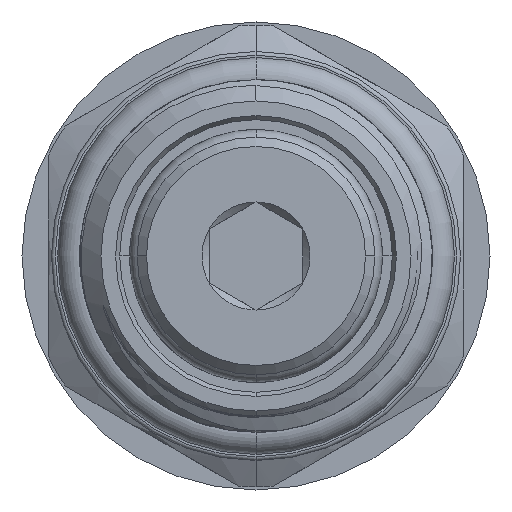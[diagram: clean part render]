
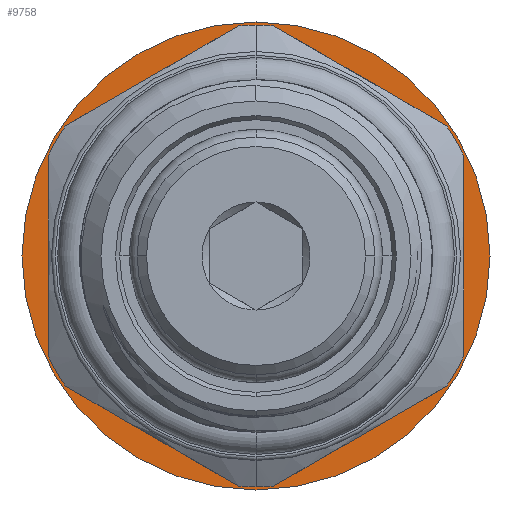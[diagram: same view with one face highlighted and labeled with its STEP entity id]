
A CAD part, left-side view. The second image highlights one B-rep face of the part: STEP entity #9758.
In plain terms, the highlighted planar face has unit normal (-1, 0, 0).
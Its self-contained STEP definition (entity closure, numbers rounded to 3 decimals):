
#160 = FACE_BOUND ( 'NONE', #7650, .T. ) ;
#302 = ORIENTED_EDGE ( 'NONE', *, *, #8948, .T. ) ;
#308 = DIRECTION ( 'NONE',  ( 0., -1., 0. ) ) ;
#371 = VERTEX_POINT ( 'NONE', #7292 ) ;
#804 = CARTESIAN_POINT ( 'NONE',  ( -22.25, 0., 0. ) ) ;
#912 = AXIS2_PLACEMENT_3D ( 'NONE', #804, #3390, #3311 ) ;
#987 = CIRCLE ( 'NONE', #4243, 10.725 ) ;
#1706 = DIRECTION ( 'NONE',  ( 0., -1., 0. ) ) ;
#1756 = CARTESIAN_POINT ( 'NONE',  ( -22.25, -12.5, 0. ) ) ;
#2045 = CIRCLE ( 'NONE', #10163, 10.725 ) ;
#2569 = DIRECTION ( 'NONE',  ( -1., 0., 0. ) ) ;
#3311 = DIRECTION ( 'NONE',  ( 0., -1., 0. ) ) ;
#3390 = DIRECTION ( 'NONE',  ( -1., 0., 0. ) ) ;
#3409 = DIRECTION ( 'NONE',  ( 1., 0., 0. ) ) ;
#4243 = AXIS2_PLACEMENT_3D ( 'NONE', #8500, #10235, #9462 ) ;
#4315 = CARTESIAN_POINT ( 'NONE',  ( -22.25, 0., 0. ) ) ;
#4566 = DIRECTION ( 'NONE',  ( -1., 0., 0. ) ) ;
#4639 = CARTESIAN_POINT ( 'NONE',  ( -22.25, 0., 0. ) ) ;
#4740 = ORIENTED_EDGE ( 'NONE', *, *, #5257, .T. ) ;
#4806 = ORIENTED_EDGE ( 'NONE', *, *, #8407, .T. ) ;
#5219 = DIRECTION ( 'NONE',  ( 0., 0., -1. ) ) ;
#5257 = EDGE_CURVE ( 'NONE', #6666, #10585, #7747, .T. ) ;
#5328 = CARTESIAN_POINT ( 'NONE',  ( -22.25, 12.5, 0. ) ) ;
#5602 = EDGE_CURVE ( 'NONE', #10585, #6666, #6279, .T. ) ;
#5627 = PLANE ( 'NONE',  #912 ) ;
#5747 = VERTEX_POINT ( 'NONE', #11100 ) ;
#6279 = CIRCLE ( 'NONE', #10363, 12.5 ) ;
#6666 = VERTEX_POINT ( 'NONE', #5328 ) ;
#6710 = EDGE_LOOP ( 'NONE', ( #7613, #4740 ) ) ;
#7116 = FACE_OUTER_BOUND ( 'NONE', #6710, .T. ) ;
#7292 = CARTESIAN_POINT ( 'NONE',  ( -22.25, 0., -10.725 ) ) ;
#7487 = CARTESIAN_POINT ( 'NONE',  ( -22.25, 0., 0. ) ) ;
#7613 = ORIENTED_EDGE ( 'NONE', *, *, #5602, .T. ) ;
#7650 = EDGE_LOOP ( 'NONE', ( #302, #4806 ) ) ;
#7695 = AXIS2_PLACEMENT_3D ( 'NONE', #4639, #4566, #308 ) ;
#7747 = CIRCLE ( 'NONE', #7695, 12.5 ) ;
#8407 = EDGE_CURVE ( 'NONE', #5747, #371, #987, .T. ) ;
#8500 = CARTESIAN_POINT ( 'NONE',  ( -22.25, 0., 0. ) ) ;
#8948 = EDGE_CURVE ( 'NONE', #371, #5747, #2045, .T. ) ;
#9462 = DIRECTION ( 'NONE',  ( 0., 0., -1. ) ) ;
#9758 = ADVANCED_FACE ( 'NONE', ( #160, #7116 ), #5627, .T. ) ;
#10163 = AXIS2_PLACEMENT_3D ( 'NONE', #7487, #3409, #5219 ) ;
#10235 = DIRECTION ( 'NONE',  ( 1., 0., 0. ) ) ;
#10363 = AXIS2_PLACEMENT_3D ( 'NONE', #4315, #2569, #1706 ) ;
#10585 = VERTEX_POINT ( 'NONE', #1756 ) ;
#11100 = CARTESIAN_POINT ( 'NONE',  ( -22.25, 0., 10.725 ) ) ;
